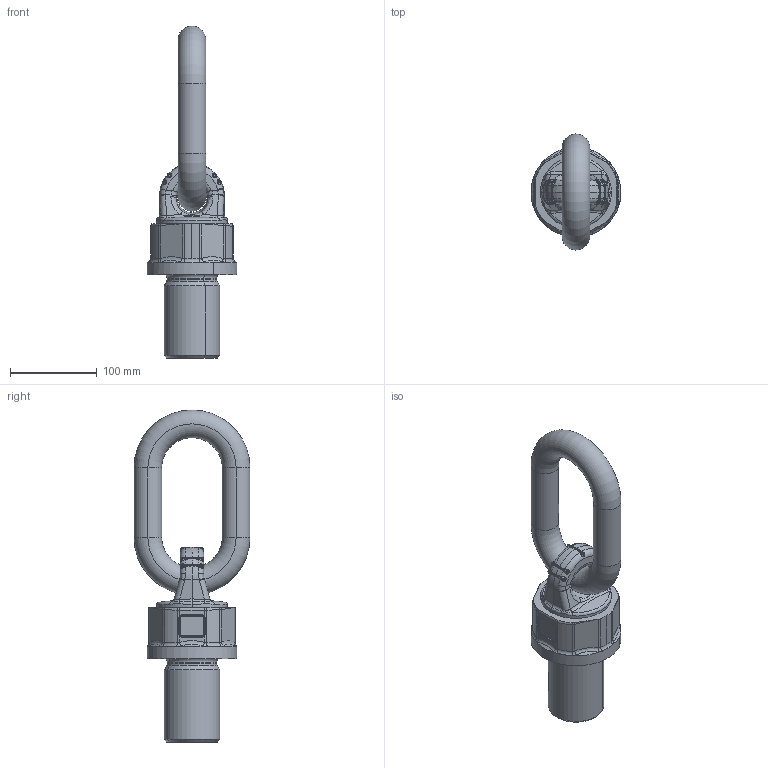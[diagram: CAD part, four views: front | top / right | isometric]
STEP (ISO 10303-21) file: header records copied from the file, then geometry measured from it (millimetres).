
FILE_DESCRIPTION(('CATIA V5 STEP Exchange'),'2;1');
FILE_NAME('8-251-200-01.stp','2019-07-04T02:10:20+00:00',('none'),('none'),'CATIA Version 5 Release 21 GA (IN-10)','CATIA V5 STEP AP203','none');
FILE_SCHEMA(('CONFIG_CONTROL_DESIGN'));
Length unit declared in the file: millimetre
Products named in the file (2): 8-251-200-01; 產品1
Assembly tree (4 placements, depth 3):
  8-251-200-01
    產品1
      #66
      #7399
    #29476
Bounding box: 103.84 x 134 x 383.71 mm (x, y, z)
Volume: 1331845.4 mm3; surface area: 145021.7 mm2
Topology: 3 solids, 3 shells, 489 faces, 1155 edges, 633 vertices
Faces by surface type: bspline 208, cylinder 90, torus 58, cone 52, plane 41, sphere 40
Entity records: 29656 total; most frequent: CARTESIAN_POINT 20797, ORIENTED_EDGE 2230, EDGE_CURVE 1115, DIRECTION 990, B_SPLINE_CURVE_WITH_KNOTS 635, VERTEX_POINT 633, AXIS2_PLACEMENT_3D 576, EDGE_LOOP 494
